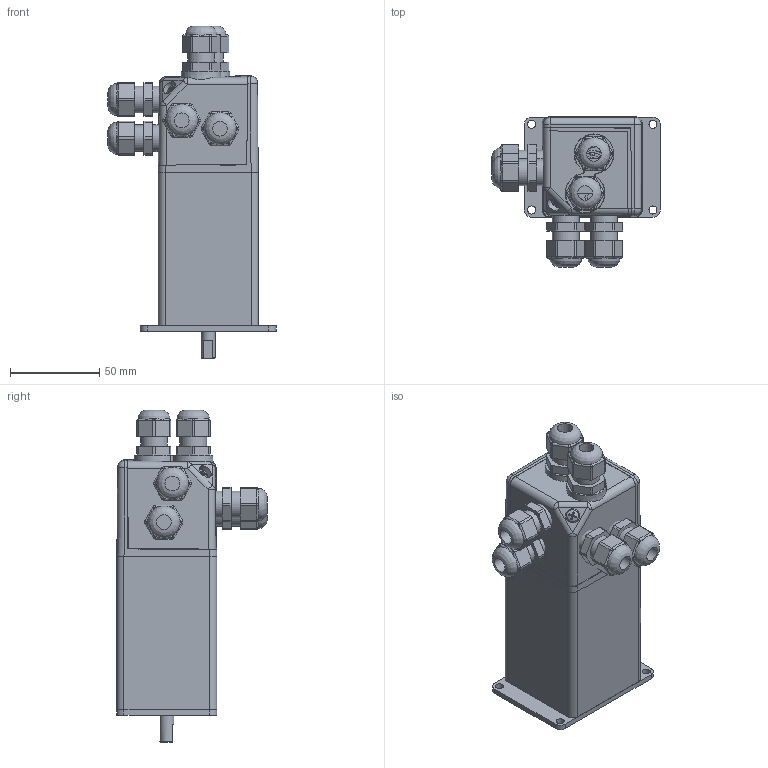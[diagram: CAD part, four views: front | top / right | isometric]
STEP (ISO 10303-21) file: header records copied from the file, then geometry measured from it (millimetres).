
FILE_DESCRIPTION(/* description */ ('Grundgestell PSE21x-8'),/* implementation_level */ '2;1');
FILE_NAME(/* name */ 'PSE21x23x-8-Vollwelle.stp',/* time_stamp */ '2015-08-25T13:52:12+02:00',/* author */ ('nwolf'),/* organization */ (''),/* preprocessor_version */ 'ST-DEVELOPER v15.6',/* originating_system */ 'Autodesk Inventor 2015',/* authorisation */ '');
FILE_SCHEMA (('AUTOMOTIVE_DESIGN { 1 0 10303 214 3 1 1 }'));
Length unit declared in the file: millimetre
Products named in the file (11): ENG-000306; DIN 625 SKF - SKF 61800-2RS1; 1200.007104M; DIN 912 - M3 x 0,5 x 8 x 6,75; ENG-000450; ENG-000428; ISO 7045 - M4 x 25 - 4.8 - HDIN EN ISO; 3090.000079M; ENG-000610; ENG-000609; ENG-000509
Assembly tree (17 placements, depth 2):
  ENG-000509
    ENG-000306
    DIN 625 SKF - SKF 61800-2RS1
    1200.007104M
    DIN 912 - M3 x 0,5 x 8 x 6,75  x3
    ENG-000450
    ENG-000428
    ISO 7045 - M4 x 25 - 4.8 - HDIN EN ISO
    3090.000079M  x6
    ENG-000610
    ENG-000609
Bounding box: 94.2 x 84.2 x 185.9 mm (x, y, z)
Volume: 114300.5 mm3; surface area: 113938.1 mm2
Topology: 17 solids, 17 shells, 1005 faces, 2579 edges, 1683 vertices
Faces by surface type: plane 628, cylinder 243, torus 68, cone 41, sphere 19, bspline 6
Full cylindrical faces by diameter (mm): 2 x2, 2.5 x2, 2.621 x1, 3 x3, 3.5 x2, 3.621 x1, 4 x6, 4.5 x5, 5 x1, 5.5 x3, 6 x3, 7 x1, 8 x4, 8.3 x6, 9 x1, 10 x12, 11 x1, 12.88 x2, 13 x2, 13.92 x2, 15 x12, 16.12 x2, 19 x3
Entity records: 22716 total; most frequent: CARTESIAN_POINT 5168, DIRECTION 3583, ORIENTED_EDGE 3472, EDGE_CURVE 1736, AXIS2_PLACEMENT_3D 1243, VERTEX_POINT 1187, LINE 1097, VECTOR 1097
